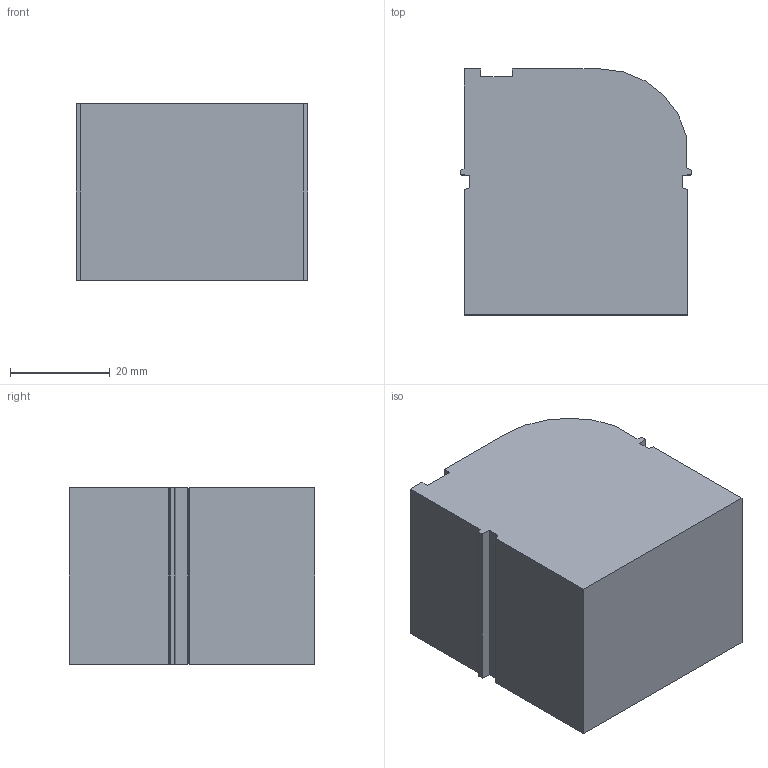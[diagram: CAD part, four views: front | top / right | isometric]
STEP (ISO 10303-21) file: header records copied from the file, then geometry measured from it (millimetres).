
FILE_DESCRIPTION(('SolidDesigner STEP Export'),'2;1');
FILE_NAME('2859686_flt-cp-n-pe-350-st_bugy_select.stp','2014-03-12T14:25:55',(''),(''),'Creo Elements/Direct Modeling STEP processor for AP214 (Solid Model)','Creo Elements/Direct Modeling 18.1B 29-Sep-2012 (C) Parametric Technology GmbH','');
FILE_SCHEMA(('AUTOMOTIVE_DESIGN { 1 0 10303 214 1 1 1 1 }'));
Length unit declared in the file: millimetre
Products named in the file (2): 2859686_flt-cp-n-pe-350-st_bugy_select
Assembly tree (1 placements, depth 2):
  2859686_flt-cp-n-pe-350-st_bugy_select
    2859686_flt-cp-n-pe-350-st_bugy_select
Bounding box: 46.4 x 49.3 x 35.45 mm (x, y, z)
Volume: 75342.6 mm3; surface area: 11063 mm2
Topology: 1 solids, 1 shells, 32 faces, 87 edges, 58 vertices
Faces by surface type: plane 32
Entity records: 1252 total; most frequent: CARTESIAN_POINT 179, ORIENTED_EDGE 174, DIRECTION 155, VECTOR 87, LINE 87, EDGE_CURVE 87, VERTEX_POINT 58, AXIS2_PLACEMENT_3D 34
